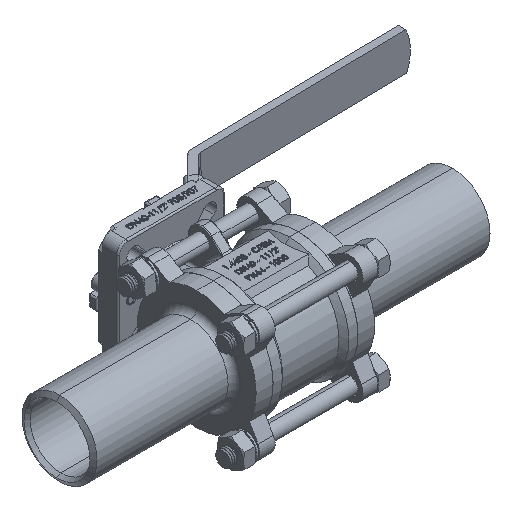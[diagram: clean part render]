
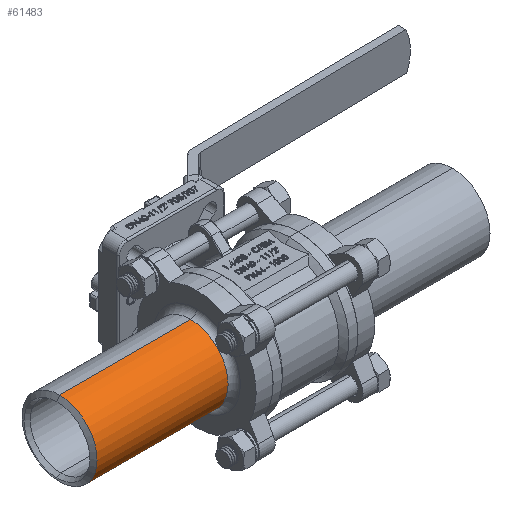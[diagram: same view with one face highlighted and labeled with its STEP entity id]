
A CAD part, isometric view. The second image highlights one B-rep face of the part: STEP entity #61483.
In plain terms, the highlighted cylindrical face has radius 24.5 mm (diameter 49 mm), a partial arc.
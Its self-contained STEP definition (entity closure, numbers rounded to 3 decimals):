
#4963 = CARTESIAN_POINT ( 'NONE',  ( -24.5, 0., -89.568 ) ) ;
#5524 = CARTESIAN_POINT ( 'NONE',  ( 0., 0., 0. ) ) ;
#9345 = ORIENTED_EDGE ( 'NONE', *, *, #21321, .F. ) ;
#9695 = VERTEX_POINT ( 'NONE', #4963 ) ;
#10214 = DIRECTION ( 'NONE',  ( 0., 0., -1. ) ) ;
#10720 = DIRECTION ( 'NONE',  ( 0., 0., 1. ) ) ;
#11394 = AXIS2_PLACEMENT_3D ( 'NONE', #57718, #28630, #62594 ) ;
#12122 = LINE ( 'NONE', #35601, #62336 ) ;
#13698 = EDGE_CURVE ( 'NONE', #15634, #38455, #12122, .T. ) ;
#14996 = AXIS2_PLACEMENT_3D ( 'NONE', #5524, #40023, #25143 ) ;
#15634 = VERTEX_POINT ( 'NONE', #62416 ) ;
#21321 = EDGE_CURVE ( 'NONE', #9695, #36394, #52324, .T. ) ;
#22465 = EDGE_CURVE ( 'NONE', #9695, #15634, #53002, .T. ) ;
#25143 = DIRECTION ( 'NONE',  ( 1., 0., 0. ) ) ;
#26576 = EDGE_LOOP ( 'NONE', ( #9345, #54444, #31944, #57359 ) ) ;
#28232 = CYLINDRICAL_SURFACE ( 'NONE', #14996, 24.5 ) ;
#28623 = EDGE_CURVE ( 'NONE', #38455, #36394, #31392, .T. ) ;
#28630 = DIRECTION ( 'NONE',  ( 0., 0., 1. ) ) ;
#29772 = FACE_OUTER_BOUND ( 'NONE', #26576, .T. ) ;
#31207 = AXIS2_PLACEMENT_3D ( 'NONE', #39445, #10214, #44287 ) ;
#31392 = CIRCLE ( 'NONE', #31207, 24.5 ) ;
#31944 = ORIENTED_EDGE ( 'NONE', *, *, #13698, .T. ) ;
#35048 = CARTESIAN_POINT ( 'NONE',  ( -24.5, 0., 0. ) ) ;
#35601 = CARTESIAN_POINT ( 'NONE',  ( 24.5, 0., 0. ) ) ;
#36394 = VERTEX_POINT ( 'NONE', #43255 ) ;
#38455 = VERTEX_POINT ( 'NONE', #61666 ) ;
#39445 = CARTESIAN_POINT ( 'NONE',  ( 0., 0., -4. ) ) ;
#40023 = DIRECTION ( 'NONE',  ( 0., 0., 1. ) ) ;
#40686 = DIRECTION ( 'NONE',  ( 0., 0., 1. ) ) ;
#43255 = CARTESIAN_POINT ( 'NONE',  ( -24.5, 0., -4. ) ) ;
#44287 = DIRECTION ( 'NONE',  ( -1., 0., 0. ) ) ;
#52324 = LINE ( 'NONE', #35048, #53861 ) ;
#53002 = CIRCLE ( 'NONE', #11394, 24.5 ) ;
#53861 = VECTOR ( 'NONE', #10720, 1000. ) ;
#54444 = ORIENTED_EDGE ( 'NONE', *, *, #22465, .T. ) ;
#57359 = ORIENTED_EDGE ( 'NONE', *, *, #28623, .T. ) ;
#57718 = CARTESIAN_POINT ( 'NONE',  ( 0., 0., -89.568 ) ) ;
#61483 = ADVANCED_FACE ( 'NONE', ( #29772 ), #28232, .T. ) ;
#61666 = CARTESIAN_POINT ( 'NONE',  ( 24.5, 0., -4. ) ) ;
#62336 = VECTOR ( 'NONE', #40686, 1000. ) ;
#62416 = CARTESIAN_POINT ( 'NONE',  ( 24.5, 0., -89.568 ) ) ;
#62594 = DIRECTION ( 'NONE',  ( 1., 0., 0. ) ) ;
